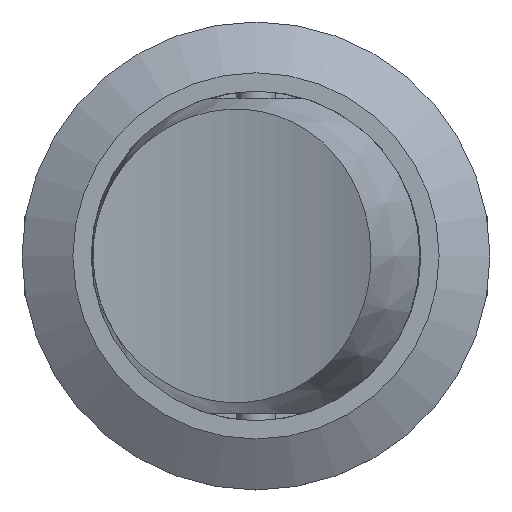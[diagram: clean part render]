
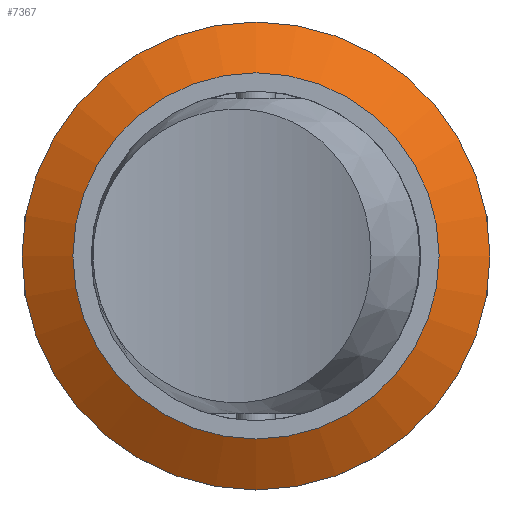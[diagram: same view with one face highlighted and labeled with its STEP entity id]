
A CAD part, top view. The second image highlights one B-rep face of the part: STEP entity #7367.
In plain terms, the highlighted conical face has half-angle 59.036 degrees and reference radius 25.4 mm.
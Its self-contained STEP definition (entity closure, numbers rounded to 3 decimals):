
#7340=CARTESIAN_POINT('',(0.0,0.0,6.76));
#7341=DIRECTION('',(0.0,0.0,-1.0));
#7342=DIRECTION('',(1.0,0.0,0.0));
#7343=AXIS2_PLACEMENT_3D('',#7340,#7341,#7342);
#7344=CONICAL_SURFACE('',#7343,25.4,59.036);
#7345=CARTESIAN_POINT('',(-11.5,0.,15.1));
#7346=VERTEX_POINT('',#7345);
#7347=CARTESIAN_POINT('',(0.0,0.0,15.1));
#7348=DIRECTION('',(0.0,0.0,1.0));
#7349=DIRECTION('',(-1.0,0.0,0.0));
#7350=AXIS2_PLACEMENT_3D('',#7347,#7348,#7349);
#7351=CIRCLE('',#7350,11.5);
#7352=EDGE_CURVE('',#7346,#7346,#7351,.T.);
#7353=ORIENTED_EDGE('',*,*,#7352,.T.);
#7354=EDGE_LOOP('',(#7353));
#7355=FACE_OUTER_BOUND('',#7354,.T.);
#7356=CARTESIAN_POINT('',(9.,0.,16.6));
#7357=VERTEX_POINT('',#7356);
#7358=CARTESIAN_POINT('',(0.0,0.0,16.6));
#7359=DIRECTION('',(0.0,0.0,-1.0));
#7360=DIRECTION('',(-1.0,0.0,0.0));
#7361=AXIS2_PLACEMENT_3D('',#7358,#7359,#7360);
#7362=CIRCLE('',#7361,9.);
#7363=EDGE_CURVE('',#7357,#7357,#7362,.T.);
#7364=ORIENTED_EDGE('',*,*,#7363,.T.);
#7365=EDGE_LOOP('',(#7364));
#7366=FACE_BOUND('',#7365,.T.);
#7367=ADVANCED_FACE('',(#7355,#7366),#7344,.T.);
